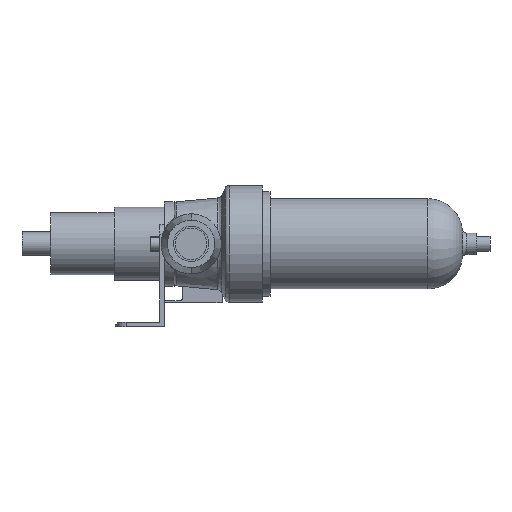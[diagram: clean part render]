
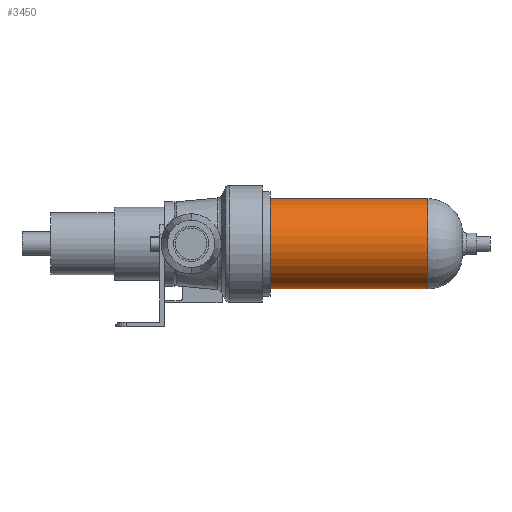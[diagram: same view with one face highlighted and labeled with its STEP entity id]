
A CAD part, left-side view. The second image highlights one B-rep face of the part: STEP entity #3450.
In plain terms, the highlighted cylindrical face has radius 47.5 mm (diameter 95 mm), a partial arc.
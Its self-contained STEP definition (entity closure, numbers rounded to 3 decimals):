
#49 = CARTESIAN_POINT ( 'NONE',  ( -322., 0., 47.5 ) ) ;
#81 = CARTESIAN_POINT ( 'NONE',  ( -322., -83., 47.5 ) ) ;
#108 = CARTESIAN_POINT ( 'NONE',  ( -322., 0., -47.5 ) ) ;
#376 = VECTOR ( 'NONE', #11994, 1000. ) ;
#429 = CARTESIAN_POINT ( 'NONE',  ( -322., -83., 0. ) ) ;
#614 = ORIENTED_EDGE ( 'NONE', *, *, #11794, .T. ) ;
#797 = LINE ( 'NONE', #49, #376 ) ;
#1241 = AXIS2_PLACEMENT_3D ( 'NONE', #5416, #14704, #6725 ) ;
#1588 = VERTEX_POINT ( 'NONE', #11844 ) ;
#1749 = DIRECTION ( 'NONE',  ( 0., 0., -1. ) ) ;
#2300 = CARTESIAN_POINT ( 'NONE',  ( -322., 0., 0. ) ) ;
#2704 = AXIS2_PLACEMENT_3D ( 'NONE', #2300, #8872, #7613 ) ;
#3358 = VERTEX_POINT ( 'NONE', #8750 ) ;
#3450 = ADVANCED_FACE ( 'NONE', ( #13097 ), #6781, .T. ) ;
#3726 = ORIENTED_EDGE ( 'NONE', *, *, #5376, .F. ) ;
#3920 = ORIENTED_EDGE ( 'NONE', *, *, #5933, .F. ) ;
#4489 = LINE ( 'NONE', #108, #11112 ) ;
#5376 = EDGE_CURVE ( 'NONE', #3358, #12312, #15744, .T. ) ;
#5416 = CARTESIAN_POINT ( 'NONE',  ( -322., -249.25, 0. ) ) ;
#5891 = CIRCLE ( 'NONE', #7140, 47.5 ) ;
#5933 = EDGE_CURVE ( 'NONE', #16655, #3358, #797, .T. ) ;
#6725 = DIRECTION ( 'NONE',  ( 0., 0., -1. ) ) ;
#6781 = CYLINDRICAL_SURFACE ( 'NONE', #2704, 47.5 ) ;
#7140 = AXIS2_PLACEMENT_3D ( 'NONE', #429, #9678, #1749 ) ;
#7613 = DIRECTION ( 'NONE',  ( 0., 0., -1. ) ) ;
#8038 = DIRECTION ( 'NONE',  ( 0., -1., 0. ) ) ;
#8750 = CARTESIAN_POINT ( 'NONE',  ( -322., -249.25, 47.5 ) ) ;
#8872 = DIRECTION ( 'NONE',  ( 0., -1., 0. ) ) ;
#9678 = DIRECTION ( 'NONE',  ( 0., -1., 0. ) ) ;
#10090 = EDGE_LOOP ( 'NONE', ( #3920, #614, #15417, #3726 ) ) ;
#10407 = EDGE_CURVE ( 'NONE', #1588, #12312, #4489, .T. ) ;
#11112 = VECTOR ( 'NONE', #8038, 1000. ) ;
#11794 = EDGE_CURVE ( 'NONE', #16655, #1588, #5891, .T. ) ;
#11844 = CARTESIAN_POINT ( 'NONE',  ( -322., -83., -47.5 ) ) ;
#11994 = DIRECTION ( 'NONE',  ( 0., -1., 0. ) ) ;
#12312 = VERTEX_POINT ( 'NONE', #13171 ) ;
#13097 = FACE_OUTER_BOUND ( 'NONE', #10090, .T. ) ;
#13171 = CARTESIAN_POINT ( 'NONE',  ( -322., -249.25, -47.5 ) ) ;
#14704 = DIRECTION ( 'NONE',  ( 0., -1., 0. ) ) ;
#15417 = ORIENTED_EDGE ( 'NONE', *, *, #10407, .T. ) ;
#15744 = CIRCLE ( 'NONE', #1241, 47.5 ) ;
#16655 = VERTEX_POINT ( 'NONE', #81 ) ;
